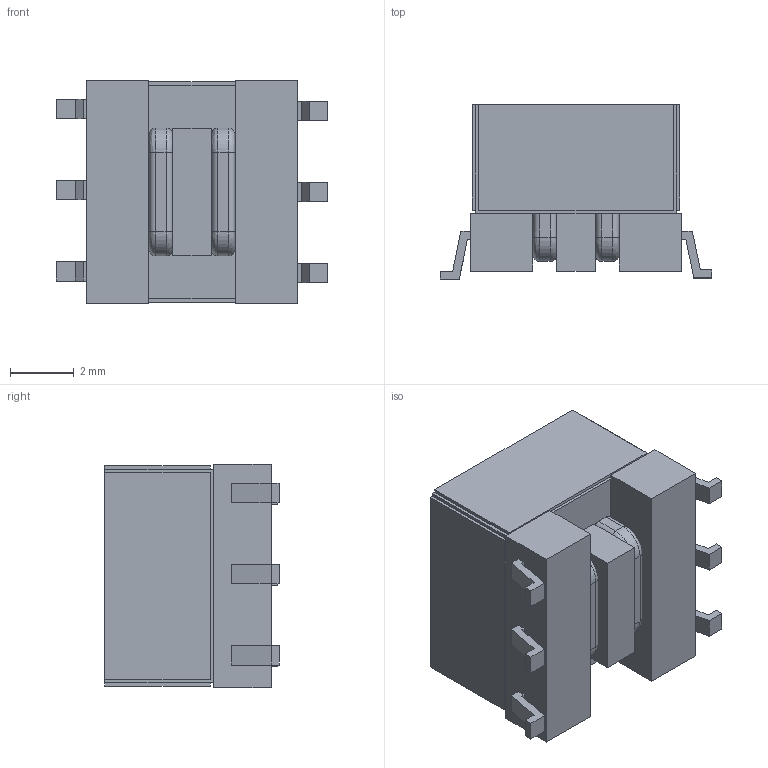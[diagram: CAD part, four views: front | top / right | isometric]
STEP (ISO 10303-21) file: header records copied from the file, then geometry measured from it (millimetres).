
FILE_DESCRIPTION (( 'STEP AP214' ), '1' );
FILE_NAME ('Coilcraft-Q4470-CL.STEP', '2019-01-17T15:16:53', ( '' ), ( '' ), 'SwSTEP 2.0', 'SolidWorks 2018', '' );
FILE_SCHEMA (( 'AUTOMOTIVE_DESIGN' ));
Length unit declared in the file: millimetre
Products named in the file (1): Coilcraft-Q4470-CL
Bounding box: 8.5 x 5.46 x 6.99 mm (x, y, z)
Volume: 219.6 mm3; surface area: 314.5 mm2
Topology: 1 solids, 1 shells, 224 faces, 548 edges, 348 vertices
Faces by surface type: plane 163, bspline 43, cylinder 18
Entity records: 11161 total; most frequent: CARTESIAN_POINT 3813, ORIENTED_EDGE 1096, DIRECTION 794, EDGE_CURVE 548, LINE 382, VECTOR 382, VERTEX_POINT 348, EDGE_LOOP 246
